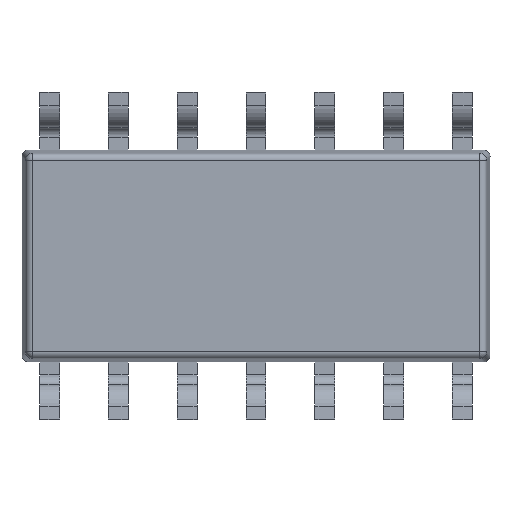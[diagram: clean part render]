
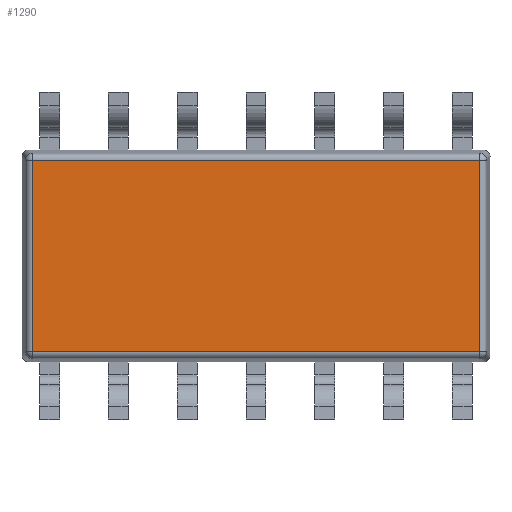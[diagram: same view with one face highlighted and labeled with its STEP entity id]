
A CAD part, front view. The second image highlights one B-rep face of the part: STEP entity #1290.
In plain terms, the highlighted planar face has unit normal (0, -1, 0).
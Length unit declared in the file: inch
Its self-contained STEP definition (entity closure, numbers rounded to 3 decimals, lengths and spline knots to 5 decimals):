
#403=DIRECTION('',(0.,0.,1.));
#404=VECTOR('',#403,0.13914);
#405=CARTESIAN_POINT('',(0.16257,-0.0325,-0.06957));
#406=LINE('',#405,#404);
#417=DIRECTION('',(1.,0.,0.));
#418=VECTOR('',#417,0.32514);
#419=CARTESIAN_POINT('',(-0.16257,-0.0325,-0.06957));
#420=LINE('',#419,#418);
#687=DIRECTION('',(-1.,0.,0.));
#688=VECTOR('',#687,0.32514);
#689=CARTESIAN_POINT('',(0.16257,-0.0325,0.06957));
#690=LINE('',#689,#688);
#725=DIRECTION('',(0.,0.,-1.));
#726=VECTOR('',#725,0.13914);
#727=CARTESIAN_POINT('',(-0.16257,-0.0325,0.06957));
#728=LINE('',#727,#726);
#886=CARTESIAN_POINT('',(0.16257,-0.0325,-0.06957));
#887=CARTESIAN_POINT('',(0.16257,-0.0325,0.06957));
#888=VERTEX_POINT('',#886);
#889=VERTEX_POINT('',#887);
#890=CARTESIAN_POINT('',(-0.16257,-0.0325,-0.06957));
#891=VERTEX_POINT('',#890);
#892=CARTESIAN_POINT('',(-0.16257,-0.0325,0.06957));
#893=VERTEX_POINT('',#892);
#1276=CARTESIAN_POINT('',(0.,-0.0325,0.));
#1277=DIRECTION('',(0.,-1.,0.));
#1278=DIRECTION('',(-1.,0.,0.));
#1279=AXIS2_PLACEMENT_3D('',#1276,#1277,#1278);
#1280=PLANE('',#1279);
#1281=ORIENTED_EDGE('',*,*,#1266,.F.);
#1283=ORIENTED_EDGE('',*,*,#1282,.F.);
#1285=ORIENTED_EDGE('',*,*,#1284,.F.);
#1287=ORIENTED_EDGE('',*,*,#1286,.F.);
#1288=EDGE_LOOP('',(#1281,#1283,#1285,#1287));
#1289=FACE_OUTER_BOUND('',#1288,.F.);
#1290=ADVANCED_FACE('',(#1289),#1280,.T.);
#1266=EDGE_CURVE('',#888,#889,#406,.T.);
#1282=EDGE_CURVE('',#891,#888,#420,.T.);
#1284=EDGE_CURVE('',#893,#891,#728,.T.);
#1286=EDGE_CURVE('',#889,#893,#690,.T.);
